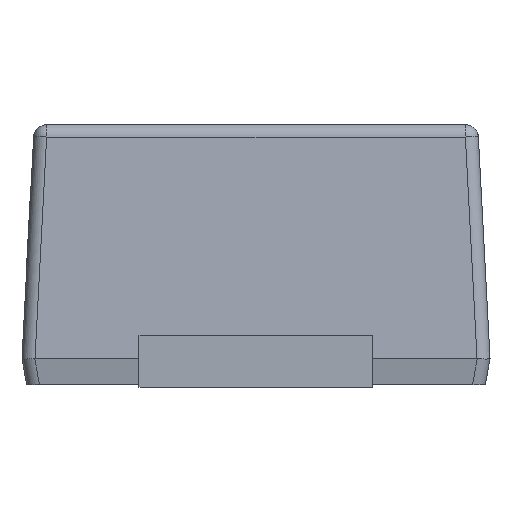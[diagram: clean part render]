
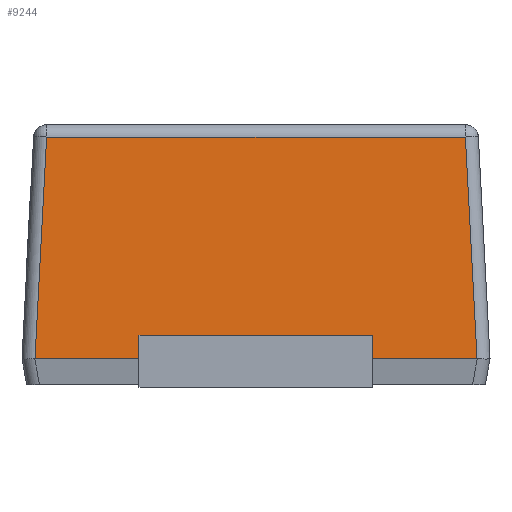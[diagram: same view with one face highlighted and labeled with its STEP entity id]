
A CAD part, left-side view. The second image highlights one B-rep face of the part: STEP entity #9244.
In plain terms, the highlighted planar face has unit normal (-0.999, 0, 0.052).
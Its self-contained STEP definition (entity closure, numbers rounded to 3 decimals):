
#121 = FACE_OUTER_BOUND ( 'NONE', #8461, .T. ) ;
#579 = DIRECTION ( 'NONE',  ( 0.052, 0., 0.999 ) ) ;
#622 = ORIENTED_EDGE ( 'NONE', *, *, #8619, .T. ) ;
#719 = LINE ( 'NONE', #2733, #2380 ) ;
#793 = CARTESIAN_POINT ( 'NONE',  ( -1.355, 0.805, 0.853 ) ) ;
#1877 = VERTEX_POINT ( 'NONE', #4253 ) ;
#2079 = ORIENTED_EDGE ( 'NONE', *, *, #4145, .T. ) ;
#2228 = VERTEX_POINT ( 'NONE', #8705 ) ;
#2380 = VECTOR ( 'NONE', #8803, 1000. ) ;
#2659 = LINE ( 'NONE', #12591, #4749 ) ;
#2733 = CARTESIAN_POINT ( 'NONE',  ( -1.4, -0.9, 0. ) ) ;
#3761 = CARTESIAN_POINT ( 'NONE',  ( -1.4, -0.85, 0. ) ) ;
#4145 = EDGE_CURVE ( 'NONE', #2228, #4587, #12855, .T. ) ;
#4253 = CARTESIAN_POINT ( 'NONE',  ( -1.4, 0.85, 0. ) ) ;
#4587 = VERTEX_POINT ( 'NONE', #793 ) ;
#4749 = VECTOR ( 'NONE', #6755, 1000. ) ;
#5334 = EDGE_CURVE ( 'NONE', #4587, #1877, #6003, .T. ) ;
#6003 = LINE ( 'NONE', #12242, #8694 ) ;
#6356 = CARTESIAN_POINT ( 'NONE',  ( -1.4, -0.9, 0. ) ) ;
#6683 = DIRECTION ( 'NONE',  ( 0., 1., 0. ) ) ;
#6755 = DIRECTION ( 'NONE',  ( 0.052, 0.052, 0.997 ) ) ;
#6768 = ORIENTED_EDGE ( 'NONE', *, *, #8369, .T. ) ;
#7349 = PLANE ( 'NONE',  #9396 ) ;
#7566 = ORIENTED_EDGE ( 'NONE', *, *, #5334, .T. ) ;
#8369 = EDGE_CURVE ( 'NONE', #1877, #9816, #719, .T. ) ;
#8461 = EDGE_LOOP ( 'NONE', ( #6768, #622, #2079, #7566 ) ) ;
#8619 = EDGE_CURVE ( 'NONE', #9816, #2228, #2659, .T. ) ;
#8694 = VECTOR ( 'NONE', #12309, 1000. ) ;
#8705 = CARTESIAN_POINT ( 'NONE',  ( -1.355, -0.805, 0.853 ) ) ;
#8803 = DIRECTION ( 'NONE',  ( 0., -1., 0. ) ) ;
#9244 = ADVANCED_FACE ( 'NONE', ( #121 ), #7349, .T. ) ;
#9396 = AXIS2_PLACEMENT_3D ( 'NONE', #6356, #10372, #579 ) ;
#9816 = VERTEX_POINT ( 'NONE', #3761 ) ;
#9897 = VECTOR ( 'NONE', #6683, 1000. ) ;
#10372 = DIRECTION ( 'NONE',  ( -0.999, 0., 0.052 ) ) ;
#10834 = CARTESIAN_POINT ( 'NONE',  ( -1.355, 0.853, 0.853 ) ) ;
#12242 = CARTESIAN_POINT ( 'NONE',  ( -1.395, 0.845, 0.091 ) ) ;
#12309 = DIRECTION ( 'NONE',  ( -0.052, 0.052, -0.997 ) ) ;
#12591 = CARTESIAN_POINT ( 'NONE',  ( -1.4, -0.85, -0.003 ) ) ;
#12855 = LINE ( 'NONE', #10834, #9897 ) ;
